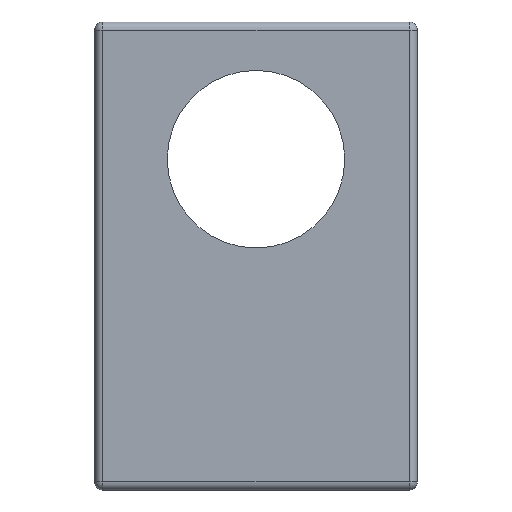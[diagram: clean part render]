
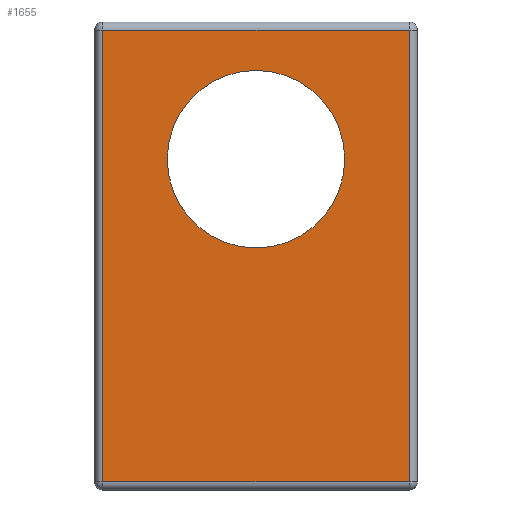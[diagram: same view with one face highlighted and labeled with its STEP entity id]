
A CAD part, front view. The second image highlights one B-rep face of the part: STEP entity #1655.
In plain terms, the highlighted planar face has unit normal (0, -1, 0).
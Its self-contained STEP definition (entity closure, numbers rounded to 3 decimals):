
#44=FACE_BOUND('',#230,.T.);
#55=PLANE('',#1827);
#115=FACE_OUTER_BOUND('',#229,.T.);
#229=EDGE_LOOP('',(#1279,#1280,#1281,#1282));
#230=EDGE_LOOP('',(#1283));
#372=LINE('',#2734,#519);
#376=LINE('',#2746,#523);
#377=LINE('',#2755,#524);
#379=LINE('',#2758,#526);
#519=VECTOR('',#2148,10.);
#523=VECTOR('',#2164,10.);
#524=VECTOR('',#2175,10.);
#526=VECTOR('',#2179,10.);
#646=CIRCLE('',#1828,11.);
#779=VERTEX_POINT('',#2723);
#780=VERTEX_POINT('',#2727);
#784=VERTEX_POINT('',#2742);
#787=VERTEX_POINT('',#2751);
#788=VERTEX_POINT('',#2770);
#945=EDGE_CURVE('',#780,#779,#372,.T.);
#952=EDGE_CURVE('',#779,#784,#376,.T.);
#956=EDGE_CURVE('',#784,#787,#377,.T.);
#958=EDGE_CURVE('',#787,#780,#379,.T.);
#964=EDGE_CURVE('',#788,#788,#646,.T.);
#1279=ORIENTED_EDGE('',*,*,#945,.F.);
#1280=ORIENTED_EDGE('',*,*,#958,.F.);
#1281=ORIENTED_EDGE('',*,*,#956,.F.);
#1282=ORIENTED_EDGE('',*,*,#952,.F.);
#1283=ORIENTED_EDGE('',*,*,#964,.T.);
#1655=ADVANCED_FACE('',(#115,#44),#55,.F.);
#1827=AXIS2_PLACEMENT_3D('',#2769,#2195,#2196);
#1828=AXIS2_PLACEMENT_3D('',#2771,#2197,#2198);
#2148=DIRECTION('',(-1.,0.,0.));
#2164=DIRECTION('',(0.,0.,1.));
#2175=DIRECTION('',(1.,0.,0.));
#2179=DIRECTION('',(0.,0.,-1.));
#2195=DIRECTION('center_axis',(0.,1.,0.));
#2196=DIRECTION('ref_axis',(1.,0.,0.));
#2197=DIRECTION('center_axis',(0.,1.,0.));
#2198=DIRECTION('ref_axis',(-1.,0.,0.));
#2723=CARTESIAN_POINT('',(-19.,0.,-28.));
#2727=CARTESIAN_POINT('',(19.,0.,-28.));
#2734=CARTESIAN_POINT('',(10.,0.,-28.));
#2742=CARTESIAN_POINT('',(-19.,0.,28.));
#2746=CARTESIAN_POINT('',(-19.,0.,-14.5));
#2751=CARTESIAN_POINT('',(19.,0.,28.));
#2755=CARTESIAN_POINT('',(-10.,0.,28.));
#2758=CARTESIAN_POINT('',(19.,0.,14.5));
#2769=CARTESIAN_POINT('Origin',(0.,0.,0.));
#2770=CARTESIAN_POINT('',(11.,0.,12.));
#2771=CARTESIAN_POINT('Origin',(0.,0.,12.));
